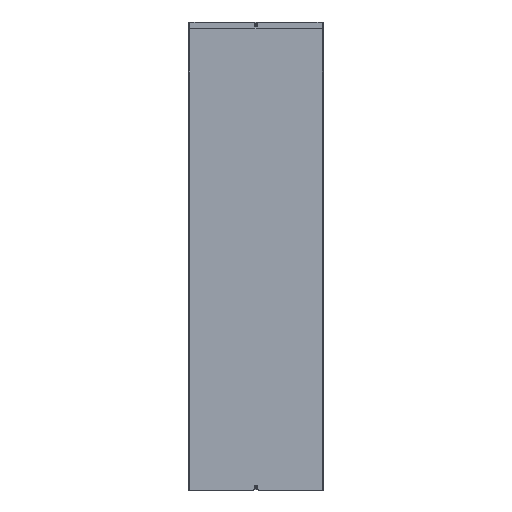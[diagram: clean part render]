
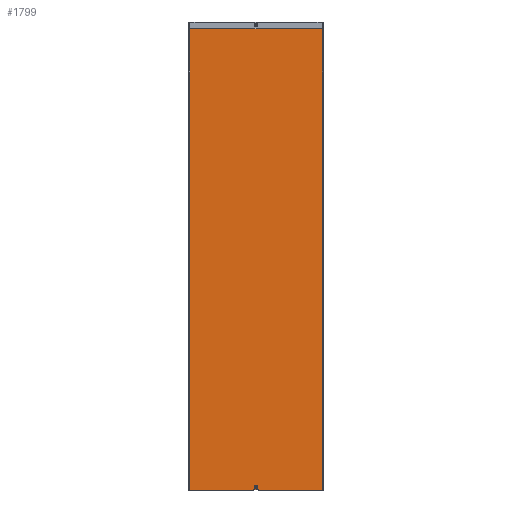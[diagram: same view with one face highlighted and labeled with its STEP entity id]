
A CAD part, front view. The second image highlights one B-rep face of the part: STEP entity #1799.
In plain terms, the highlighted planar face has unit normal (0, -1, 0).
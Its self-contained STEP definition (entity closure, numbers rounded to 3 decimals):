
#26 = EDGE_CURVE ( 'NONE', #2462, #778, #2673, .T. ) ;
#199 = DIRECTION ( 'NONE',  ( 1., 0., 0. ) ) ;
#211 = LINE ( 'NONE', #994, #1916 ) ;
#251 = EDGE_CURVE ( 'NONE', #2462, #2196, #713, .T. ) ;
#263 = DIRECTION ( 'NONE',  ( 0., 0., 1. ) ) ;
#375 = CARTESIAN_POINT ( 'NONE',  ( -299., 0., -2069. ) ) ;
#383 = CARTESIAN_POINT ( 'NONE',  ( -11.207, 0., -2069. ) ) ;
#390 = AXIS2_PLACEMENT_3D ( 'NONE', #1547, #1003, #199 ) ;
#523 = CARTESIAN_POINT ( 'NONE',  ( 0., 0., 0. ) ) ;
#553 = CARTESIAN_POINT ( 'NONE',  ( 0., 0., -2047.7 ) ) ;
#634 = EDGE_CURVE ( 'NONE', #2551, #3917, #2453, .T. ) ;
#713 = LINE ( 'NONE', #4350, #5554 ) ;
#763 = VERTEX_POINT ( 'NONE', #3599 ) ;
#778 = VERTEX_POINT ( 'NONE', #3032 ) ;
#816 = VERTEX_POINT ( 'NONE', #2607 ) ;
#843 = CARTESIAN_POINT ( 'NONE',  ( -299., 0., 0. ) ) ;
#908 = DIRECTION ( 'NONE',  ( 1., 0., 0. ) ) ;
#971 = AXIS2_PLACEMENT_3D ( 'NONE', #4407, #6086, #2830 ) ;
#994 = CARTESIAN_POINT ( 'NONE',  ( -300., 0., -2069. ) ) ;
#1001 = VECTOR ( 'NONE', #1391, 1000. ) ;
#1003 = DIRECTION ( 'NONE',  ( 0., -1., 0. ) ) ;
#1148 = DIRECTION ( 'NONE',  ( 1., 0., 0. ) ) ;
#1154 = EDGE_CURVE ( 'NONE', #778, #1389, #3058, .T. ) ;
#1272 = ORIENTED_EDGE ( 'NONE', *, *, #26, .F. ) ;
#1315 = EDGE_CURVE ( 'NONE', #4372, #3714, #1844, .T. ) ;
#1316 = VECTOR ( 'NONE', #5320, 1000. ) ;
#1336 = ORIENTED_EDGE ( 'NONE', *, *, #634, .T. ) ;
#1389 = VERTEX_POINT ( 'NONE', #523 ) ;
#1391 = DIRECTION ( 'NONE',  ( 1., 0., 0. ) ) ;
#1406 = EDGE_CURVE ( 'NONE', #2578, #4372, #211, .T. ) ;
#1413 = ORIENTED_EDGE ( 'NONE', *, *, #1406, .T. ) ;
#1547 = CARTESIAN_POINT ( 'NONE',  ( 11.207, 0., -2068.5 ) ) ;
#1567 = ORIENTED_EDGE ( 'NONE', *, *, #1154, .F. ) ;
#1627 = EDGE_CURVE ( 'NONE', #763, #2578, #3419, .T. ) ;
#1696 = DIRECTION ( 'NONE',  ( 1., 0., 0. ) ) ;
#1729 = EDGE_LOOP ( 'NONE', ( #3462, #5808 ) ) ;
#1799 = ADVANCED_FACE ( 'NONE', ( #3384, #3213 ), #2179, .T. ) ;
#1844 = LINE ( 'NONE', #6237, #5244 ) ;
#1853 = LINE ( 'NONE', #4261, #5182 ) ;
#1859 = VERTEX_POINT ( 'NONE', #553 ) ;
#1891 = LINE ( 'NONE', #4860, #1316 ) ;
#1916 = VECTOR ( 'NONE', #1148, 1000. ) ;
#1968 = VECTOR ( 'NONE', #908, 1000. ) ;
#2033 = DIRECTION ( 'NONE',  ( 1., 0., 0. ) ) ;
#2054 = DIRECTION ( 'NONE',  ( 0., -1., 0. ) ) ;
#2077 = CARTESIAN_POINT ( 'NONE',  ( 11.207, 0., -2069. ) ) ;
#2157 = ORIENTED_EDGE ( 'NONE', *, *, #4519, .T. ) ;
#2179 = PLANE ( 'NONE',  #3787 ) ;
#2196 = VERTEX_POINT ( 'NONE', #383 ) ;
#2205 = CARTESIAN_POINT ( 'NONE',  ( 0., 0., -2055. ) ) ;
#2294 = CARTESIAN_POINT ( 'NONE',  ( -10.854, 0., -2068.854 ) ) ;
#2453 = CIRCLE ( 'NONE', #4615, 0.5 ) ;
#2462 = VERTEX_POINT ( 'NONE', #375 ) ;
#2551 = VERTEX_POINT ( 'NONE', #3627 ) ;
#2578 = VERTEX_POINT ( 'NONE', #2077 ) ;
#2601 = CARTESIAN_POINT ( 'NONE',  ( 300., 0., -2069. ) ) ;
#2607 = CARTESIAN_POINT ( 'NONE',  ( 0., 0., -2062.3 ) ) ;
#2608 = LINE ( 'NONE', #5761, #4281 ) ;
#2673 = LINE ( 'NONE', #6238, #3634 ) ;
#2709 = VERTEX_POINT ( 'NONE', #3846 ) ;
#2726 = ORIENTED_EDGE ( 'NONE', *, *, #3830, .T. ) ;
#2753 = EDGE_CURVE ( 'NONE', #2196, #3814, #5313, .T. ) ;
#2777 = CARTESIAN_POINT ( 'NONE',  ( -10.293, 0., -2069. ) ) ;
#2830 = DIRECTION ( 'NONE',  ( 1., 0., 0. ) ) ;
#2833 = EDGE_CURVE ( 'NONE', #816, #1859, #5378, .T. ) ;
#3032 = CARTESIAN_POINT ( 'NONE',  ( -299., 0., 0. ) ) ;
#3058 = LINE ( 'NONE', #6098, #1001 ) ;
#3102 = AXIS2_PLACEMENT_3D ( 'NONE', #5916, #5423, #4940 ) ;
#3138 = DIRECTION ( 'NONE',  ( 0., 1., 0. ) ) ;
#3206 = ORIENTED_EDGE ( 'NONE', *, *, #1315, .T. ) ;
#3213 = FACE_OUTER_BOUND ( 'NONE', #4028, .T. ) ;
#3384 = FACE_BOUND ( 'NONE', #1729, .T. ) ;
#3394 = CARTESIAN_POINT ( 'NONE',  ( -10.293, 0., -2068.5 ) ) ;
#3419 = CIRCLE ( 'NONE', #390, 0.5 ) ;
#3462 = ORIENTED_EDGE ( 'NONE', *, *, #3926, .T. ) ;
#3475 = CARTESIAN_POINT ( 'NONE',  ( 299., 0., -2069. ) ) ;
#3563 = AXIS2_PLACEMENT_3D ( 'NONE', #5319, #5300, #5234 ) ;
#3599 = CARTESIAN_POINT ( 'NONE',  ( 10.854, 0., -2068.854 ) ) ;
#3627 = CARTESIAN_POINT ( 'NONE',  ( -10.646, 0., -2068.646 ) ) ;
#3634 = VECTOR ( 'NONE', #6172, 1000. ) ;
#3691 = EDGE_CURVE ( 'NONE', #5448, #763, #1891, .T. ) ;
#3714 = VERTEX_POINT ( 'NONE', #5907 ) ;
#3746 = DIRECTION ( 'NONE',  ( 0., 1., 0. ) ) ;
#3787 = AXIS2_PLACEMENT_3D ( 'NONE', #2601, #2054, #2033 ) ;
#3814 = VERTEX_POINT ( 'NONE', #2294 ) ;
#3830 = EDGE_CURVE ( 'NONE', #3814, #2551, #2608, .T. ) ;
#3846 = CARTESIAN_POINT ( 'NONE',  ( 10.293, 0., -2068.5 ) ) ;
#3849 = ORIENTED_EDGE ( 'NONE', *, *, #1627, .T. ) ;
#3896 = CIRCLE ( 'NONE', #971, 0.5 ) ;
#3899 = ORIENTED_EDGE ( 'NONE', *, *, #251, .T. ) ;
#3915 = AXIS2_PLACEMENT_3D ( 'NONE', #2205, #3138, #263 ) ;
#3917 = VERTEX_POINT ( 'NONE', #3394 ) ;
#3926 = EDGE_CURVE ( 'NONE', #1859, #816, #4881, .T. ) ;
#4028 = EDGE_LOOP ( 'NONE', ( #4563, #3849, #1413, #3206, #4105, #1567, #1272, #3899, #4221, #2726, #1336, #5817, #2157 ) ) ;
#4105 = ORIENTED_EDGE ( 'NONE', *, *, #6193, .F. ) ;
#4221 = ORIENTED_EDGE ( 'NONE', *, *, #2753, .T. ) ;
#4261 = CARTESIAN_POINT ( 'NONE',  ( -300., 0., -2068.5 ) ) ;
#4281 = VECTOR ( 'NONE', #5530, 1000. ) ;
#4350 = CARTESIAN_POINT ( 'NONE',  ( -300., 0., -2069. ) ) ;
#4372 = VERTEX_POINT ( 'NONE', #3475 ) ;
#4393 = DIRECTION ( 'NONE',  ( 1., 0., 0. ) ) ;
#4407 = CARTESIAN_POINT ( 'NONE',  ( 10.293, 0., -2069. ) ) ;
#4410 = EDGE_CURVE ( 'NONE', #3917, #2709, #1853, .T. ) ;
#4501 = CARTESIAN_POINT ( 'NONE',  ( 10.646, 0., -2068.646 ) ) ;
#4519 = EDGE_CURVE ( 'NONE', #2709, #5448, #3896, .T. ) ;
#4563 = ORIENTED_EDGE ( 'NONE', *, *, #3691, .T. ) ;
#4615 = AXIS2_PLACEMENT_3D ( 'NONE', #2777, #3746, #1696 ) ;
#4860 = CARTESIAN_POINT ( 'NONE',  ( -144.5, 0., -1913.5 ) ) ;
#4881 = CIRCLE ( 'NONE', #3915, 7.3 ) ;
#4940 = DIRECTION ( 'NONE',  ( 0., 0., 1. ) ) ;
#5182 = VECTOR ( 'NONE', #6174, 1000. ) ;
#5234 = DIRECTION ( 'NONE',  ( 1., 0., 0. ) ) ;
#5244 = VECTOR ( 'NONE', #6027, 1000. ) ;
#5300 = DIRECTION ( 'NONE',  ( 0., -1., 0. ) ) ;
#5313 = CIRCLE ( 'NONE', #3563, 0.5 ) ;
#5319 = CARTESIAN_POINT ( 'NONE',  ( -11.207, 0., -2068.5 ) ) ;
#5320 = DIRECTION ( 'NONE',  ( 0.707, 0., -0.707 ) ) ;
#5359 = LINE ( 'NONE', #843, #1968 ) ;
#5378 = CIRCLE ( 'NONE', #3102, 7.3 ) ;
#5423 = DIRECTION ( 'NONE',  ( 0., 1., 0. ) ) ;
#5448 = VERTEX_POINT ( 'NONE', #4501 ) ;
#5530 = DIRECTION ( 'NONE',  ( 0.707, 0., 0.707 ) ) ;
#5554 = VECTOR ( 'NONE', #4393, 1000. ) ;
#5761 = CARTESIAN_POINT ( 'NONE',  ( -155.5, 0., -2213.5 ) ) ;
#5808 = ORIENTED_EDGE ( 'NONE', *, *, #2833, .T. ) ;
#5817 = ORIENTED_EDGE ( 'NONE', *, *, #4410, .T. ) ;
#5907 = CARTESIAN_POINT ( 'NONE',  ( 299., 0., 0. ) ) ;
#5916 = CARTESIAN_POINT ( 'NONE',  ( 0., 0., -2055. ) ) ;
#6027 = DIRECTION ( 'NONE',  ( 0., 0., 1. ) ) ;
#6086 = DIRECTION ( 'NONE',  ( 0., 1., 0. ) ) ;
#6098 = CARTESIAN_POINT ( 'NONE',  ( 300., 0., 0. ) ) ;
#6172 = DIRECTION ( 'NONE',  ( 0., 0., 1. ) ) ;
#6174 = DIRECTION ( 'NONE',  ( 1., 0., 0. ) ) ;
#6193 = EDGE_CURVE ( 'NONE', #1389, #3714, #5359, .T. ) ;
#6237 = CARTESIAN_POINT ( 'NONE',  ( 299., 0., -2069. ) ) ;
#6238 = CARTESIAN_POINT ( 'NONE',  ( -299., 0., -2069. ) ) ;
